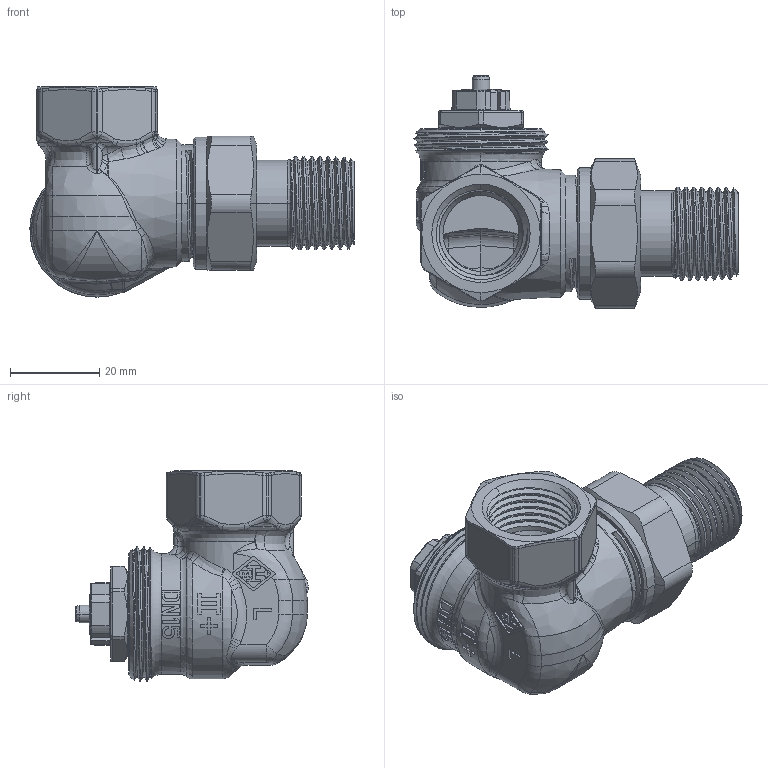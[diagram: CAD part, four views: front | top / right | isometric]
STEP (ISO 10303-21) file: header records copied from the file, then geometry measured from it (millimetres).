
FILE_DESCRIPTION((''),'2;1');
FILE_NAME('3713-02-000-GEW-O-B_SW0001','2015-08-04T',('marann'),(''),'PRO/ENGINEER BY PARAMETRIC TECHNOLOGY CORPORATION, 2011490','PRO/ENGINEER BY PARAMETRIC TECHNOLOGY CORPORATION, 2011490','');
FILE_SCHEMA(('CONFIG_CONTROL_DESIGN'));
Products named in the file (1): 3713-02-000-GEW-O-B_SW0001
Bounding box: 72.47 x 52 x 47 mm (x, y, z)
Volume: 32145.6 mm3; surface area: 24253.6 mm2
Topology: 1 solids, 1 shells, 1545 faces, 4013 edges, 2526 vertices
Faces by surface type: plane 676, bspline 355, cylinder 290, cone 121, torus 92, sphere 11
Entity records: 69961 total; most frequent: CARTESIAN_POINT 36110, ORIENTED_EDGE 8018, DIRECTION 5668, EDGE_CURVE 4009, VERTEX_POINT 2526, AXIS2_PLACEMENT_3D 2095, B_SPLINE_CURVE_WITH_KNOTS 1626, EDGE_LOOP 1611
